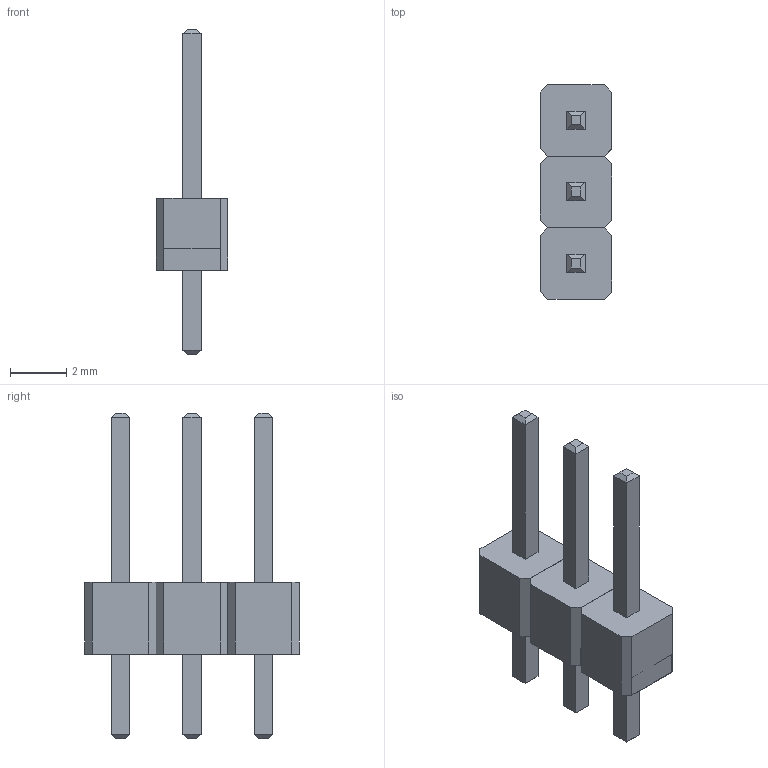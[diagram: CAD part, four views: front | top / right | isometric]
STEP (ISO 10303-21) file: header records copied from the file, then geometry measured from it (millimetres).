
FILE_DESCRIPTION(/* description */ (''),/* implementation_level */ '2;1');
FILE_NAME(/* name */ 'PLS-3.step',/* time_stamp */ '2021-11-03T15:09:08+03:00',/* author */ (''),/* organization */ (''),/* preprocessor_version */ 'ST-DEVELOPER v18.1',/* originating_system */ 'Autodesk Translation Framework v10.10.0.1391',/* authorisation */ '');
FILE_SCHEMA (('AUTOMOTIVE_DESIGN { 1 0 10303 214 3 1 1 }'));
Length unit declared in the file: millimetre
Products named in the file (1): PLS-3
Bounding box: 2.54 x 7.62 x 11.54 mm (x, y, z)
Volume: 48.7 mm3; surface area: 231.5 mm2
Topology: 6 solids, 6 shells, 99 faces, 228 edges, 144 vertices
Faces by surface type: plane 99
Entity records: 2764 total; most frequent: CARTESIAN_POINT 472, ORIENTED_EDGE 456, DIRECTION 428, LINE 228, VECTOR 228, EDGE_CURVE 228, VERTEX_POINT 144, EDGE_LOOP 108
